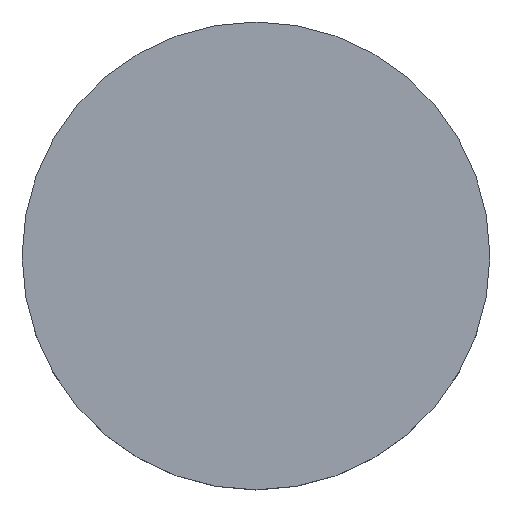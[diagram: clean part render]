
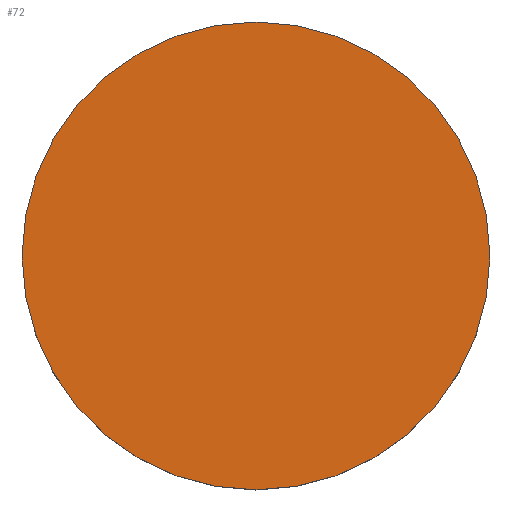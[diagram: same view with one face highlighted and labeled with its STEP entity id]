
A CAD part, top view. The second image highlights one B-rep face of the part: STEP entity #72.
In plain terms, the highlighted planar face has unit normal (0, 0, 1).
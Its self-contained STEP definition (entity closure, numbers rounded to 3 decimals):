
#17=PLANE('',#92);
#19=FACE_OUTER_BOUND('',#24,.T.);
#24=EDGE_LOOP('',(#56));
#29=CIRCLE('',#93,2.98);
#42=VERTEX_POINT('',#130);
#47=EDGE_CURVE('',#42,#42,#29,.T.);
#56=ORIENTED_EDGE('',*,*,#47,.F.);
#72=ADVANCED_FACE('',(#19),#17,.T.);
#92=AXIS2_PLACEMENT_3D('',#129,#106,#107);
#93=AXIS2_PLACEMENT_3D('',#131,#108,#109);
#106=DIRECTION('center_axis',(0.,0.,1.));
#107=DIRECTION('ref_axis',(1.,0.,0.));
#108=DIRECTION('center_axis',(0.,0.,-1.));
#109=DIRECTION('ref_axis',(1.,0.,0.));
#129=CARTESIAN_POINT('Origin',(0.,2.98,6.349));
#130=CARTESIAN_POINT('',(0.,-2.98,6.349));
#131=CARTESIAN_POINT('Origin',(0.,0.,6.349));
